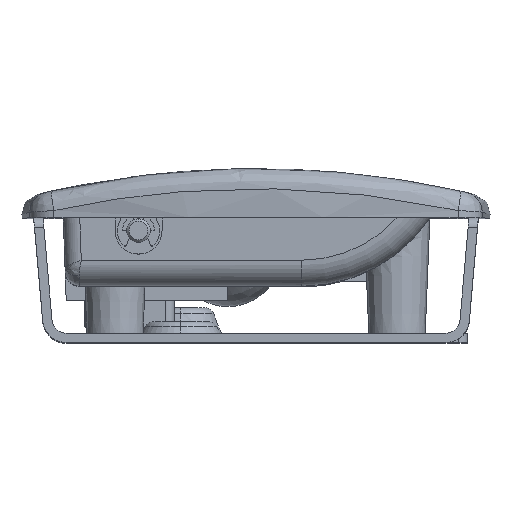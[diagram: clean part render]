
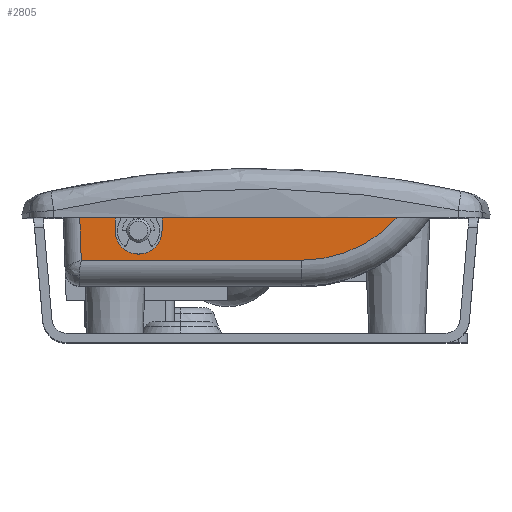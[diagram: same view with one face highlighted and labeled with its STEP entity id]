
A CAD part, top view. The second image highlights one B-rep face of the part: STEP entity #2805.
In plain terms, the highlighted planar face has unit normal (0, 0, 1).
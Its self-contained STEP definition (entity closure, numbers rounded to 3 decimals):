
#159 = DIRECTION ( 'NONE',  ( 1., 0., 0. ) ) ;
#210 = CARTESIAN_POINT ( 'NONE',  ( -37.597, -11.5, 56.5 ) ) ;
#278 = CARTESIAN_POINT ( 'NONE',  ( -20., 0., 56.5 ) ) ;
#483 = ORIENTED_EDGE ( 'NONE', *, *, #3140, .T. ) ;
#742 = VECTOR ( 'NONE', #5004, 1000. ) ;
#856 = CARTESIAN_POINT ( 'NONE',  ( -30., -2.7, 56.5 ) ) ;
#924 = LINE ( 'NONE', #15449, #12341 ) ;
#1018 = EDGE_CURVE ( 'NONE', #1803, #13764, #10205, .T. ) ;
#1181 = EDGE_CURVE ( 'NONE', #7693, #1803, #924, .T. ) ;
#1199 = AXIS2_PLACEMENT_3D ( 'NONE', #3477, #1828, #159 ) ;
#1544 = ORIENTED_EDGE ( 'NONE', *, *, #7071, .T. ) ;
#1586 = VERTEX_POINT ( 'NONE', #8424 ) ;
#1604 = DIRECTION ( 'NONE',  ( 1., 0., 0. ) ) ;
#1693 = EDGE_LOOP ( 'NONE', ( #9315, #13558, #1544, #15873 ) ) ;
#1803 = VERTEX_POINT ( 'NONE', #11478 ) ;
#1828 = DIRECTION ( 'NONE',  ( 0., 0., 1. ) ) ;
#1881 = PLANE ( 'NONE',  #13113 ) ;
#2352 = VERTEX_POINT ( 'NONE', #5991 ) ;
#2416 = CARTESIAN_POINT ( 'NONE',  ( 30.02, 0., 56.5 ) ) ;
#2723 = CIRCLE ( 'NONE', #1199, 27.5 ) ;
#2805 = ADVANCED_FACE ( 'NONE', ( #11843, #13519 ), #1881, .T. ) ;
#2932 = CARTESIAN_POINT ( 'NONE',  ( 9.673, -9., 56.5 ) ) ;
#3140 = EDGE_CURVE ( 'NONE', #1586, #7693, #15891, .T. ) ;
#3250 = DIRECTION ( 'NONE',  ( 0., 0., -1. ) ) ;
#3477 = CARTESIAN_POINT ( 'NONE',  ( 9.673, 18.5, 56.5 ) ) ;
#3762 = AXIS2_PLACEMENT_3D ( 'NONE', #6959, #3250, #1604 ) ;
#3846 = VERTEX_POINT ( 'NONE', #278 ) ;
#3923 = EDGE_CURVE ( 'NONE', #1586, #11228, #12858, .T. ) ;
#4262 = ORIENTED_EDGE ( 'NONE', *, *, #10600, .T. ) ;
#4617 = ORIENTED_EDGE ( 'NONE', *, *, #12075, .T. ) ;
#4705 = DIRECTION ( 'NONE',  ( 0., -1., 0. ) ) ;
#5004 = DIRECTION ( 'NONE',  ( -1., 0., 0. ) ) ;
#5991 = CARTESIAN_POINT ( 'NONE',  ( -20., -2.7, 56.5 ) ) ;
#6371 = CARTESIAN_POINT ( 'NONE',  ( -20., -2.7, 56.5 ) ) ;
#6464 = CARTESIAN_POINT ( 'NONE',  ( -37.184, -9., 56.5 ) ) ;
#6608 = CIRCLE ( 'NONE', #3762, 5. ) ;
#6654 = VERTEX_POINT ( 'NONE', #856 ) ;
#6664 = CARTESIAN_POINT ( 'NONE',  ( -30., 0., 56.5 ) ) ;
#6889 = DIRECTION ( 'NONE',  ( 0.035, -0.999, 0. ) ) ;
#6959 = CARTESIAN_POINT ( 'NONE',  ( -25., -2.7, 56.5 ) ) ;
#6988 = CARTESIAN_POINT ( 'NONE',  ( -30., 0., 56.5 ) ) ;
#7071 = EDGE_CURVE ( 'NONE', #6654, #12623, #16058, .T. ) ;
#7693 = VERTEX_POINT ( 'NONE', #13794 ) ;
#7701 = VECTOR ( 'NONE', #12586, 1000. ) ;
#7886 = DIRECTION ( 'NONE',  ( 0., -1., 0. ) ) ;
#8028 = LINE ( 'NONE', #6371, #12865 ) ;
#8320 = LINE ( 'NONE', #6664, #742 ) ;
#8424 = CARTESIAN_POINT ( 'NONE',  ( 30.02, 2., 56.5 ) ) ;
#8552 = CARTESIAN_POINT ( 'NONE',  ( -37.097, -11.483, 56.5 ) ) ;
#9315 = ORIENTED_EDGE ( 'NONE', *, *, #14180, .T. ) ;
#9537 = CARTESIAN_POINT ( 'NONE',  ( 30.02, 2., 56.5 ) ) ;
#9604 = VERTEX_POINT ( 'NONE', #2932 ) ;
#9622 = VECTOR ( 'NONE', #12758, 1000. ) ;
#10205 = LINE ( 'NONE', #8552, #14746 ) ;
#10345 = DIRECTION ( 'NONE',  ( 1., 0., 0. ) ) ;
#10600 = EDGE_CURVE ( 'NONE', #13764, #9604, #13651, .T. ) ;
#10913 = ORIENTED_EDGE ( 'NONE', *, *, #1181, .T. ) ;
#11228 = VERTEX_POINT ( 'NONE', #2416 ) ;
#11478 = CARTESIAN_POINT ( 'NONE',  ( -37.498, 0., 56.5 ) ) ;
#11551 = ORIENTED_EDGE ( 'NONE', *, *, #3923, .F. ) ;
#11843 = FACE_OUTER_BOUND ( 'NONE', #13733, .T. ) ;
#11986 = CARTESIAN_POINT ( 'NONE',  ( 9.673, -9., 56.5 ) ) ;
#12075 = EDGE_CURVE ( 'NONE', #9604, #11228, #2723, .T. ) ;
#12341 = VECTOR ( 'NONE', #13793, 1000. ) ;
#12586 = DIRECTION ( 'NONE',  ( -1., 0., 0. ) ) ;
#12623 = VERTEX_POINT ( 'NONE', #6988 ) ;
#12758 = DIRECTION ( 'NONE',  ( 0., 1., 0. ) ) ;
#12858 = LINE ( 'NONE', #9537, #13437 ) ;
#12865 = VECTOR ( 'NONE', #4705, 1000. ) ;
#13094 = DIRECTION ( 'NONE',  ( 1., 0., 0. ) ) ;
#13113 = AXIS2_PLACEMENT_3D ( 'NONE', #210, #14736, #13094 ) ;
#13394 = VECTOR ( 'NONE', #10345, 1000. ) ;
#13436 = EDGE_CURVE ( 'NONE', #2352, #6654, #6608, .T. ) ;
#13437 = VECTOR ( 'NONE', #7886, 1000. ) ;
#13451 = ORIENTED_EDGE ( 'NONE', *, *, #1018, .T. ) ;
#13519 = FACE_BOUND ( 'NONE', #1693, .T. ) ;
#13558 = ORIENTED_EDGE ( 'NONE', *, *, #13436, .T. ) ;
#13651 = LINE ( 'NONE', #11986, #13394 ) ;
#13733 = EDGE_LOOP ( 'NONE', ( #10913, #13451, #4262, #4617, #11551, #483 ) ) ;
#13764 = VERTEX_POINT ( 'NONE', #6464 ) ;
#13793 = DIRECTION ( 'NONE',  ( 0., -1., 0. ) ) ;
#13794 = CARTESIAN_POINT ( 'NONE',  ( -37.498, 2., 56.5 ) ) ;
#13993 = EDGE_CURVE ( 'NONE', #3846, #12623, #8320, .T. ) ;
#14180 = EDGE_CURVE ( 'NONE', #3846, #2352, #8028, .T. ) ;
#14238 = CARTESIAN_POINT ( 'NONE',  ( 30.02, 2., 56.5 ) ) ;
#14401 = CARTESIAN_POINT ( 'NONE',  ( -30., -2.7, 56.5 ) ) ;
#14736 = DIRECTION ( 'NONE',  ( 0., 0., 1. ) ) ;
#14746 = VECTOR ( 'NONE', #6889, 1000. ) ;
#15449 = CARTESIAN_POINT ( 'NONE',  ( -37.498, 2., 56.5 ) ) ;
#15873 = ORIENTED_EDGE ( 'NONE', *, *, #13993, .F. ) ;
#15891 = LINE ( 'NONE', #14238, #7701 ) ;
#16058 = LINE ( 'NONE', #14401, #9622 ) ;
